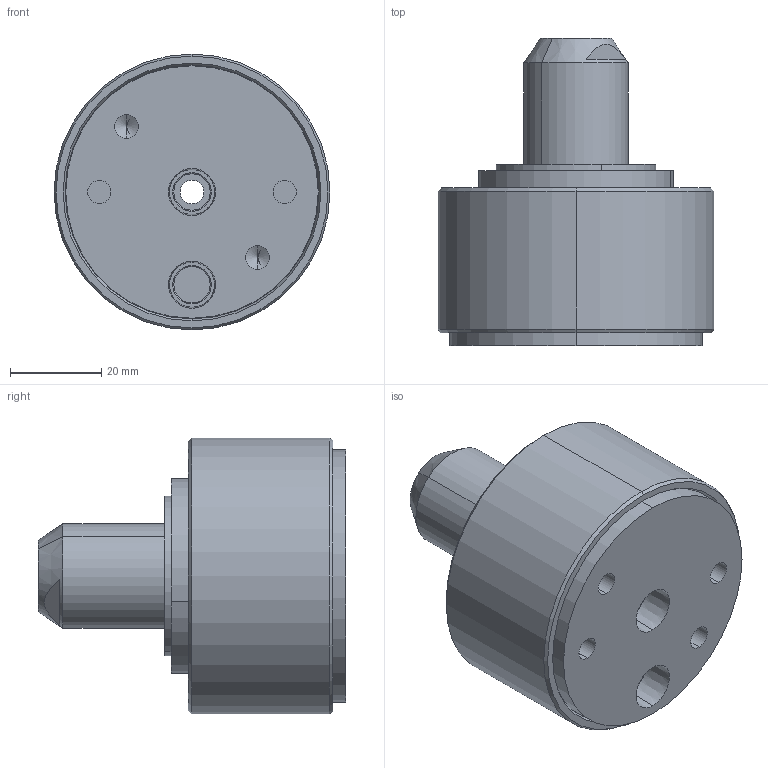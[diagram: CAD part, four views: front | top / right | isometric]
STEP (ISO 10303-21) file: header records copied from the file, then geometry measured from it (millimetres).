
FILE_DESCRIPTION (( 'STEP AP214' ), '1' );
FILE_NAME ('CTSC-001660.STEP', '2025-01-13T12:57:56', ( '' ), ( '' ), 'SwSTEP 2.0', 'SolidWorks 2023', '' );
FILE_SCHEMA (( 'AUTOMOTIVE_DESIGN' ));
Length unit declared in the file: inch
Products named in the file (1): CTSC-001660
Bounding box: 60.45 x 67.36 x 60.45 mm (x, y, z)
Volume: 111224.3 mm3; surface area: 20055.9 mm2
Topology: 1 solids, 2 shells, 75 faces, 152 edges, 94 vertices
Faces by surface type: cylinder 34, plane 21, cone 20
Entity records: 2646 total; most frequent: DIRECTION 388, CARTESIAN_POINT 364, ORIENTED_EDGE 296, AXIS2_PLACEMENT_3D 166, EDGE_CURVE 148, EDGE_LOOP 96, VERTEX_POINT 94, CIRCLE 90
